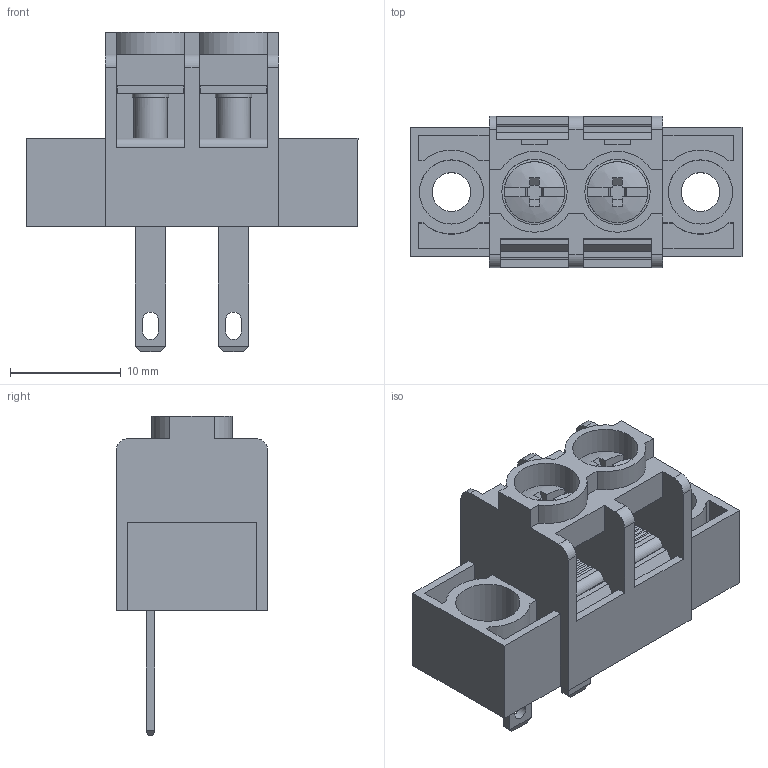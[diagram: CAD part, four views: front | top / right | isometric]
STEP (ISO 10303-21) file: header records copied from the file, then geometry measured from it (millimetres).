
FILE_DESCRIPTION(('STEP AP214'),'1');
FILE_NAME('MT172-7,5-FCK-L11.stp','2017-11-30T13:07:46',(' '),(' '),'Spatial InterOp 3D',' ',' ');
FILE_SCHEMA(('automotive_design'));
Length unit declared in the file: metre
Products named in the file (1): 1
Bounding box: 30 x 13.7 x 28.9 mm (x, y, z)
Volume: 2498.4 mm3; surface area: 4663.7 mm2
Topology: 1 solids, 1 shells, 408 faces, 1192 edges, 792 vertices
Faces by surface type: plane 336, cylinder 60, bspline 4, cone 4, torus 2, extrusion 2
Full cylindrical faces by diameter (mm): 2.05 x2, 2.6 x2, 3 x2, 3.3 x2, 3.5 x2, 3.65 x2, 5.5 x2, 5.8 x2, 5.9 x2
Entity records: 16813 total; most frequent: CARTESIAN_POINT 3005, ORIENTED_EDGE 2292, DIRECTION 1992, EDGE_CURVE 1146, VECTOR 886, LINE 884, VERTEX_POINT 770, AXIS2_PLACEMENT_3D 553
